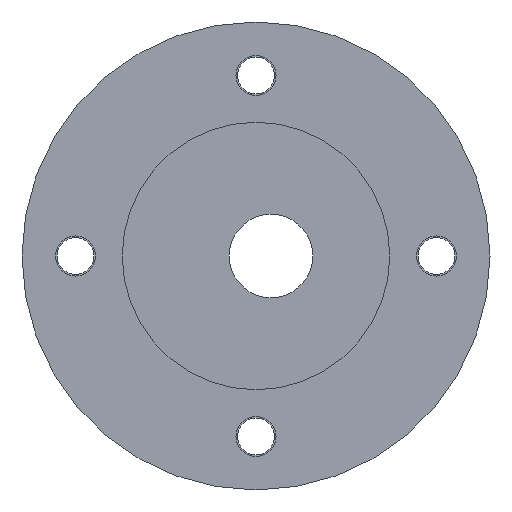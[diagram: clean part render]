
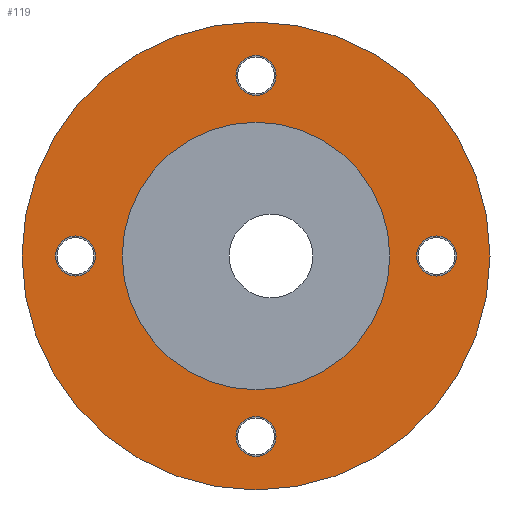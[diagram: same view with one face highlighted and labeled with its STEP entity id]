
A CAD part, front view. The second image highlights one B-rep face of the part: STEP entity #119.
In plain terms, the highlighted planar face has unit normal (0, -1, 0).
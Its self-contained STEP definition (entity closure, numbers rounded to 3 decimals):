
#119=ADVANCED_FACE('NONE',(#264,#265,#266,#267,#268,#269),#270,.F.);
#264=FACE_OUTER_BOUND('',#468,.T.);
#265=FACE_BOUND('',#469,.T.);
#266=FACE_BOUND('',#470,.T.);
#267=FACE_BOUND('',#471,.T.);
#268=FACE_BOUND('',#472,.T.);
#269=FACE_BOUND('',#473,.T.);
#270=PLANE('',#474);
#468=EDGE_LOOP('',(#772,#773));
#469=EDGE_LOOP('',(#774,#775));
#470=EDGE_LOOP('',(#776,#777));
#471=EDGE_LOOP('',(#778,#779));
#472=EDGE_LOOP('',(#780,#781));
#473=EDGE_LOOP('',(#782,#783));
#474=AXIS2_PLACEMENT_3D('',#784,#785,#786);
#772=ORIENTED_EDGE('',*,*,#1139,.F.);
#773=ORIENTED_EDGE('',*,*,#1078,.F.);
#774=ORIENTED_EDGE('',*,*,#1140,.F.);
#775=ORIENTED_EDGE('',*,*,#1053,.F.);
#776=ORIENTED_EDGE('',*,*,#1141,.F.);
#777=ORIENTED_EDGE('',*,*,#1058,.F.);
#778=ORIENTED_EDGE('',*,*,#1142,.F.);
#779=ORIENTED_EDGE('',*,*,#1063,.F.);
#780=ORIENTED_EDGE('',*,*,#1143,.F.);
#781=ORIENTED_EDGE('',*,*,#1068,.F.);
#782=ORIENTED_EDGE('',*,*,#1144,.F.);
#783=ORIENTED_EDGE('',*,*,#1073,.F.);
#784=CARTESIAN_POINT('',(35.0,0.,35.0));
#785=DIRECTION('',(-0.0,1.0,0.0));
#786=DIRECTION('',(1.0,0.0,0.0));
#1053=EDGE_CURVE('NONE',#1235,#1237,#1238,.T.);
#1058=EDGE_CURVE('NONE',#1244,#1246,#1247,.T.);
#1063=EDGE_CURVE('NONE',#1253,#1255,#1256,.T.);
#1068=EDGE_CURVE('NONE',#1262,#1264,#1265,.T.);
#1073=EDGE_CURVE('NONE',#1271,#1273,#1274,.T.);
#1078=EDGE_CURVE('NONE',#1278,#1280,#1281,.T.);
#1139=EDGE_CURVE('NONE',#1280,#1278,#1378,.T.);
#1140=EDGE_CURVE('NONE',#1237,#1235,#1379,.T.);
#1141=EDGE_CURVE('NONE',#1246,#1244,#1380,.T.);
#1142=EDGE_CURVE('NONE',#1255,#1253,#1381,.T.);
#1143=EDGE_CURVE('NONE',#1264,#1262,#1382,.T.);
#1144=EDGE_CURVE('NONE',#1273,#1271,#1383,.T.);
#1235=VERTEX_POINT('NONE',#1480);
#1237=VERTEX_POINT('NONE',#1483);
#1238=CIRCLE('',#1484,3.0);
#1244=VERTEX_POINT('NONE',#1491);
#1246=VERTEX_POINT('NONE',#1494);
#1247=CIRCLE('',#1495,3.0);
#1253=VERTEX_POINT('NONE',#1502);
#1255=VERTEX_POINT('NONE',#1505);
#1256=CIRCLE('',#1506,3.0);
#1262=VERTEX_POINT('NONE',#1513);
#1264=VERTEX_POINT('NONE',#1516);
#1265=CIRCLE('',#1517,3.0);
#1271=VERTEX_POINT('NONE',#1524);
#1273=VERTEX_POINT('NONE',#1527);
#1274=CIRCLE('',#1528,20.0);
#1278=VERTEX_POINT('NONE',#1533);
#1280=VERTEX_POINT('NONE',#1536);
#1281=CIRCLE('',#1537,35.0);
#1378=CIRCLE('',#1944,35.0);
#1379=CIRCLE('',#1945,3.0);
#1380=CIRCLE('',#1946,3.0);
#1381=CIRCLE('',#1947,3.0);
#1382=CIRCLE('',#1948,3.0);
#1383=CIRCLE('',#1949,20.0);
#1480=CARTESIAN_POINT('',(65.0,0.,35.0));
#1483=CARTESIAN_POINT('',(59.0,0.,35.0));
#1484=AXIS2_PLACEMENT_3D('',#2083,#2084,#2085);
#1491=CARTESIAN_POINT('',(11.0,0.,35.0));
#1494=CARTESIAN_POINT('',(5.0,0.,35.0));
#1495=AXIS2_PLACEMENT_3D('',#2091,#2092,#2093);
#1502=CARTESIAN_POINT('',(38.0,0.,8.0));
#1505=CARTESIAN_POINT('',(32.0,0.,8.0));
#1506=AXIS2_PLACEMENT_3D('',#2099,#2100,#2101);
#1513=CARTESIAN_POINT('',(38.0,0.,62.0));
#1516=CARTESIAN_POINT('',(32.0,0.,62.0));
#1517=AXIS2_PLACEMENT_3D('',#2107,#2108,#2109);
#1524=CARTESIAN_POINT('',(55.0,0.,35.0));
#1527=CARTESIAN_POINT('',(15.0,0.,35.0));
#1528=AXIS2_PLACEMENT_3D('',#2115,#2116,#2117);
#1533=CARTESIAN_POINT('',(70.0,0.,35.0));
#1536=CARTESIAN_POINT('',(0.,0.,35.0));
#1537=AXIS2_PLACEMENT_3D('',#2123,#2124,#2125);
#1944=AXIS2_PLACEMENT_3D('',#2207,#2208,#2209);
#1945=AXIS2_PLACEMENT_3D('',#2210,#2211,#2212);
#1946=AXIS2_PLACEMENT_3D('',#2213,#2214,#2215);
#1947=AXIS2_PLACEMENT_3D('',#2216,#2217,#2218);
#1948=AXIS2_PLACEMENT_3D('',#2219,#2220,#2221);
#1949=AXIS2_PLACEMENT_3D('',#2222,#2223,#2224);
#2083=CARTESIAN_POINT('',(62.0,0.,35.0));
#2084=DIRECTION('',(0.0,-1.0,0.0));
#2085=DIRECTION('',(-1.0,0.0,0.0));
#2091=CARTESIAN_POINT('',(8.0,0.,35.0));
#2092=DIRECTION('',(0.0,-1.0,0.0));
#2093=DIRECTION('',(-1.0,0.0,0.0));
#2099=CARTESIAN_POINT('',(35.0,0.,8.0));
#2100=DIRECTION('',(0.0,-1.0,0.0));
#2101=DIRECTION('',(-1.0,0.0,0.0));
#2107=CARTESIAN_POINT('',(35.0,0.,62.0));
#2108=DIRECTION('',(0.0,-1.0,0.0));
#2109=DIRECTION('',(-1.0,0.0,0.0));
#2115=CARTESIAN_POINT('',(35.0,0.,35.0));
#2116=DIRECTION('',(0.0,-1.0,0.0));
#2117=DIRECTION('',(-1.0,0.0,0.0));
#2123=CARTESIAN_POINT('',(35.0,0.,35.0));
#2124=DIRECTION('',(0.0,1.0,-0.0));
#2125=DIRECTION('',(-1.0,0.0,0.0));
#2207=CARTESIAN_POINT('',(35.0,0.,35.0));
#2208=DIRECTION('',(0.0,1.0,-0.0));
#2209=DIRECTION('',(-1.0,0.0,0.0));
#2210=CARTESIAN_POINT('',(62.0,0.,35.0));
#2211=DIRECTION('',(0.0,-1.0,0.0));
#2212=DIRECTION('',(-1.0,0.0,0.0));
#2213=CARTESIAN_POINT('',(8.0,0.,35.0));
#2214=DIRECTION('',(0.0,-1.0,0.0));
#2215=DIRECTION('',(-1.0,0.0,0.0));
#2216=CARTESIAN_POINT('',(35.0,0.,8.0));
#2217=DIRECTION('',(0.0,-1.0,0.0));
#2218=DIRECTION('',(-1.0,0.0,0.0));
#2219=CARTESIAN_POINT('',(35.0,0.,62.0));
#2220=DIRECTION('',(0.0,-1.0,0.0));
#2221=DIRECTION('',(-1.0,0.0,0.0));
#2222=CARTESIAN_POINT('',(35.0,0.,35.0));
#2223=DIRECTION('',(0.0,-1.0,0.0));
#2224=DIRECTION('',(-1.0,0.0,0.0));
